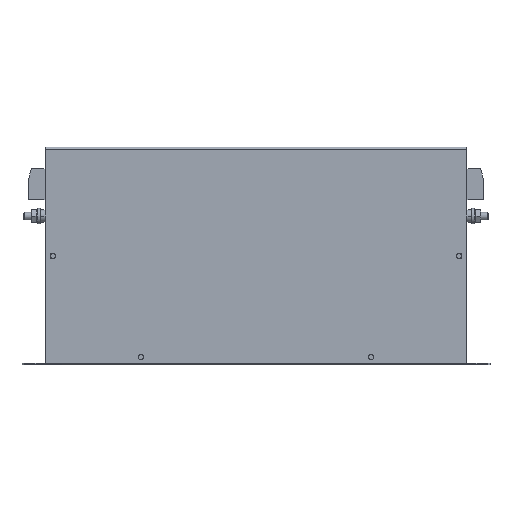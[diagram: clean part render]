
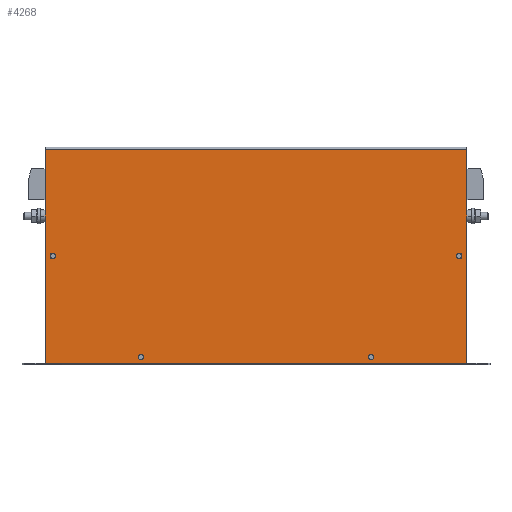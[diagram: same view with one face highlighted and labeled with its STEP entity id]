
A CAD part, front view. The second image highlights one B-rep face of the part: STEP entity #4268.
In plain terms, the highlighted planar face has unit normal (0, -1, 0).
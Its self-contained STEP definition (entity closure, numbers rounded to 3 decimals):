
#112 = DIRECTION ( 'NONE',  ( 0., 0., 1. ) ) ;
#143 = DIRECTION ( 'NONE',  ( 1., 0., 0. ) ) ;
#762 = VERTEX_POINT ( 'NONE', #3659 ) ;
#1087 = CIRCLE ( 'NONE', #1227, 1.75 ) ;
#1227 = AXIS2_PLACEMENT_3D ( 'NONE', #1757, #15297, #5785 ) ;
#1567 = CARTESIAN_POINT ( 'NONE',  ( -132.5, -27.5, 69.25 ) ) ;
#1757 = CARTESIAN_POINT ( 'NONE',  ( 132.5, -27.5, 71. ) ) ;
#1795 = CARTESIAN_POINT ( 'NONE',  ( -132.5, -27.5, 71. ) ) ;
#1856 = ORIENTED_EDGE ( 'NONE', *, *, #2208, .T. ) ;
#2208 = EDGE_CURVE ( 'NONE', #16343, #8699, #14732, .T. ) ;
#2300 = ORIENTED_EDGE ( 'NONE', *, *, #14315, .T. ) ;
#2348 = AXIS2_PLACEMENT_3D ( 'NONE', #10411, #4620, #18057 ) ;
#2431 = VECTOR ( 'NONE', #11643, 1000. ) ;
#2728 = EDGE_CURVE ( 'NONE', #20245, #10785, #11080, .T. ) ;
#2888 = CARTESIAN_POINT ( 'NONE',  ( 0., -27.5, 71.5 ) ) ;
#3433 = VERTEX_POINT ( 'NONE', #6869 ) ;
#3526 = CARTESIAN_POINT ( 'NONE',  ( -137.25, -27.5, 140.2 ) ) ;
#3619 = ORIENTED_EDGE ( 'NONE', *, *, #24799, .T. ) ;
#3659 = CARTESIAN_POINT ( 'NONE',  ( 75., -27.5, 3.25 ) ) ;
#3704 = CARTESIAN_POINT ( 'NONE',  ( 132.5, -27.5, 71. ) ) ;
#3922 = CARTESIAN_POINT ( 'NONE',  ( 75., -27.5, 6.75 ) ) ;
#4268 = ADVANCED_FACE ( 'NONE', ( #23812, #14818, #12113, #21122, #8216 ), #14449, .T. ) ;
#4619 = EDGE_CURVE ( 'NONE', #10177, #9265, #22409, .T. ) ;
#4620 = DIRECTION ( 'NONE',  ( 0., 1., 0. ) ) ;
#4772 = ORIENTED_EDGE ( 'NONE', *, *, #5575, .T. ) ;
#4888 = CIRCLE ( 'NONE', #8702, 1.75 ) ;
#5129 = DIRECTION ( 'NONE',  ( 0., 0., 1. ) ) ;
#5575 = EDGE_CURVE ( 'NONE', #762, #12244, #10003, .T. ) ;
#5705 = ORIENTED_EDGE ( 'NONE', *, *, #2728, .T. ) ;
#5785 = DIRECTION ( 'NONE',  ( 0., 0., 1. ) ) ;
#6045 = ORIENTED_EDGE ( 'NONE', *, *, #21400, .T. ) ;
#6159 = CARTESIAN_POINT ( 'NONE',  ( 137.25, -27.5, 71.5 ) ) ;
#6274 = ORIENTED_EDGE ( 'NONE', *, *, #9678, .T. ) ;
#6637 = CARTESIAN_POINT ( 'NONE',  ( -75., -27.5, 6.75 ) ) ;
#6869 = CARTESIAN_POINT ( 'NONE',  ( 132.5, -27.5, 69.25 ) ) ;
#6945 = EDGE_CURVE ( 'NONE', #3433, #14865, #1087, .T. ) ;
#7814 = ORIENTED_EDGE ( 'NONE', *, *, #20562, .T. ) ;
#7853 = DIRECTION ( 'NONE',  ( 0., 1., 0. ) ) ;
#8016 = CARTESIAN_POINT ( 'NONE',  ( -137.25, -27.5, 1. ) ) ;
#8216 = FACE_OUTER_BOUND ( 'NONE', #14198, .T. ) ;
#8341 = DIRECTION ( 'NONE',  ( 0., 0., 1. ) ) ;
#8584 = CARTESIAN_POINT ( 'NONE',  ( 137.25, -27.5, 1. ) ) ;
#8699 = VERTEX_POINT ( 'NONE', #3526 ) ;
#8702 = AXIS2_PLACEMENT_3D ( 'NONE', #16896, #11359, #24811 ) ;
#9265 = VERTEX_POINT ( 'NONE', #16484 ) ;
#9492 = AXIS2_PLACEMENT_3D ( 'NONE', #3704, #17156, #19010 ) ;
#9678 = EDGE_CURVE ( 'NONE', #10785, #20245, #4888, .T. ) ;
#9833 = CARTESIAN_POINT ( 'NONE',  ( 137.25, -27.5, 140.2 ) ) ;
#9891 = EDGE_LOOP ( 'NONE', ( #3619, #4772 ) ) ;
#10003 = CIRCLE ( 'NONE', #10062, 1.75 ) ;
#10062 = AXIS2_PLACEMENT_3D ( 'NONE', #15664, #7853, #19415 ) ;
#10066 = ORIENTED_EDGE ( 'NONE', *, *, #6945, .T. ) ;
#10177 = VERTEX_POINT ( 'NONE', #1567 ) ;
#10200 = CARTESIAN_POINT ( 'NONE',  ( 132.5, -27.5, 72.75 ) ) ;
#10411 = CARTESIAN_POINT ( 'NONE',  ( -75., -27.5, 5. ) ) ;
#10691 = DIRECTION ( 'NONE',  ( -1., 0., 0. ) ) ;
#10785 = VERTEX_POINT ( 'NONE', #24911 ) ;
#10957 = DIRECTION ( 'NONE',  ( 0., 1., 0. ) ) ;
#10992 = LINE ( 'NONE', #21427, #12200 ) ;
#11080 = CIRCLE ( 'NONE', #2348, 1.75 ) ;
#11359 = DIRECTION ( 'NONE',  ( 0., 1., 0. ) ) ;
#11643 = DIRECTION ( 'NONE',  ( 0., 0., 1. ) ) ;
#12035 = DIRECTION ( 'NONE',  ( 0., 1., 0. ) ) ;
#12113 = FACE_BOUND ( 'NONE', #19227, .T. ) ;
#12200 = VECTOR ( 'NONE', #17567, 1000. ) ;
#12244 = VERTEX_POINT ( 'NONE', #3922 ) ;
#12333 = AXIS2_PLACEMENT_3D ( 'NONE', #14741, #10957, #5129 ) ;
#12478 = ORIENTED_EDGE ( 'NONE', *, *, #16890, .T. ) ;
#12691 = DIRECTION ( 'NONE',  ( 0., -1., 0. ) ) ;
#12896 = VERTEX_POINT ( 'NONE', #8016 ) ;
#13114 = EDGE_CURVE ( 'NONE', #9265, #10177, #20639, .T. ) ;
#13225 = CIRCLE ( 'NONE', #17345, 1.75 ) ;
#13292 = VECTOR ( 'NONE', #143, 1000. ) ;
#13568 = AXIS2_PLACEMENT_3D ( 'NONE', #2888, #12691, #16345 ) ;
#14140 = VECTOR ( 'NONE', #10691, 1000. ) ;
#14198 = EDGE_LOOP ( 'NONE', ( #7814, #12478, #1856, #2300 ) ) ;
#14315 = EDGE_CURVE ( 'NONE', #8699, #12896, #10992, .T. ) ;
#14449 = PLANE ( 'NONE',  #13568 ) ;
#14732 = LINE ( 'NONE', #22188, #14140 ) ;
#14741 = CARTESIAN_POINT ( 'NONE',  ( -132.5, -27.5, 71. ) ) ;
#14818 = FACE_BOUND ( 'NONE', #20643, .T. ) ;
#14835 = ORIENTED_EDGE ( 'NONE', *, *, #13114, .T. ) ;
#14865 = VERTEX_POINT ( 'NONE', #10200 ) ;
#14947 = EDGE_LOOP ( 'NONE', ( #14835, #23165 ) ) ;
#15246 = DIRECTION ( 'NONE',  ( 0., 1., 0. ) ) ;
#15297 = DIRECTION ( 'NONE',  ( 0., 1., 0. ) ) ;
#15460 = CARTESIAN_POINT ( 'NONE',  ( 0., -27.5, 1. ) ) ;
#15664 = CARTESIAN_POINT ( 'NONE',  ( 75., -27.5, 5. ) ) ;
#15810 = CARTESIAN_POINT ( 'NONE',  ( 75., -27.5, 5. ) ) ;
#16343 = VERTEX_POINT ( 'NONE', #9833 ) ;
#16345 = DIRECTION ( 'NONE',  ( 0., 0., -1. ) ) ;
#16484 = CARTESIAN_POINT ( 'NONE',  ( -132.5, -27.5, 72.75 ) ) ;
#16890 = EDGE_CURVE ( 'NONE', #19146, #16343, #18381, .T. ) ;
#16896 = CARTESIAN_POINT ( 'NONE',  ( -75., -27.5, 5. ) ) ;
#17156 = DIRECTION ( 'NONE',  ( 0., 1., 0. ) ) ;
#17343 = CIRCLE ( 'NONE', #9492, 1.75 ) ;
#17345 = AXIS2_PLACEMENT_3D ( 'NONE', #15810, #12035, #8341 ) ;
#17567 = DIRECTION ( 'NONE',  ( 0., 0., -1. ) ) ;
#18057 = DIRECTION ( 'NONE',  ( 0., 0., 1. ) ) ;
#18349 = LINE ( 'NONE', #15460, #13292 ) ;
#18381 = LINE ( 'NONE', #6159, #2431 ) ;
#19010 = DIRECTION ( 'NONE',  ( 0., 0., 1. ) ) ;
#19146 = VERTEX_POINT ( 'NONE', #8584 ) ;
#19227 = EDGE_LOOP ( 'NONE', ( #5705, #6274 ) ) ;
#19415 = DIRECTION ( 'NONE',  ( 0., 0., 1. ) ) ;
#20245 = VERTEX_POINT ( 'NONE', #6637 ) ;
#20562 = EDGE_CURVE ( 'NONE', #12896, #19146, #18349, .T. ) ;
#20639 = CIRCLE ( 'NONE', #12333, 1.75 ) ;
#20643 = EDGE_LOOP ( 'NONE', ( #6045, #10066 ) ) ;
#21122 = FACE_BOUND ( 'NONE', #9891, .T. ) ;
#21400 = EDGE_CURVE ( 'NONE', #14865, #3433, #17343, .T. ) ;
#21427 = CARTESIAN_POINT ( 'NONE',  ( -137.25, -27.5, 71.5 ) ) ;
#22188 = CARTESIAN_POINT ( 'NONE',  ( 0., -27.5, 140.2 ) ) ;
#22409 = CIRCLE ( 'NONE', #24170, 1.75 ) ;
#23165 = ORIENTED_EDGE ( 'NONE', *, *, #4619, .T. ) ;
#23812 = FACE_BOUND ( 'NONE', #14947, .T. ) ;
#24170 = AXIS2_PLACEMENT_3D ( 'NONE', #1795, #15246, #112 ) ;
#24799 = EDGE_CURVE ( 'NONE', #12244, #762, #13225, .T. ) ;
#24811 = DIRECTION ( 'NONE',  ( 0., 0., 1. ) ) ;
#24911 = CARTESIAN_POINT ( 'NONE',  ( -75., -27.5, 3.25 ) ) ;
